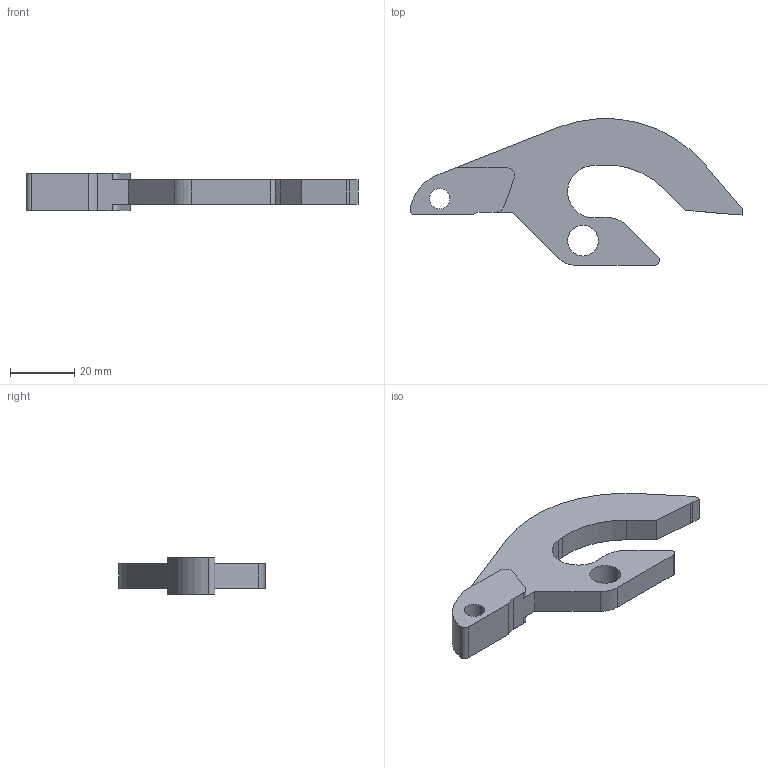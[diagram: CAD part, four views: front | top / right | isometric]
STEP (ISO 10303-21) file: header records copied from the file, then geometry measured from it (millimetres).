
FILE_DESCRIPTION (( 'STEP AP214' ), '1' );
FILE_NAME ('T02 EJER02 Arm1.STEP', '2022-08-25T01:02:05', ( '' ), ( '' ), 'SwSTEP 2.0', 'SolidWorks 2022', '' );
FILE_SCHEMA (( 'AUTOMOTIVE_DESIGN' ));
Length unit declared in the file: millimetre
Products named in the file (1): T02 EJER02 Arm1
Bounding box: 103 x 45.45 x 11.68 mm (x, y, z)
Volume: 16896.2 mm3; surface area: 7250.3 mm2
Topology: 1 solids, 1 shells, 40 faces, 114 edges, 76 vertices
Faces by surface type: plane 21, cylinder 19
Entity records: 1358 total; most frequent: DIRECTION 234, CARTESIAN_POINT 231, ORIENTED_EDGE 228, EDGE_CURVE 114, AXIS2_PLACEMENT_3D 79, LINE 76, VERTEX_POINT 76, VECTOR 76
